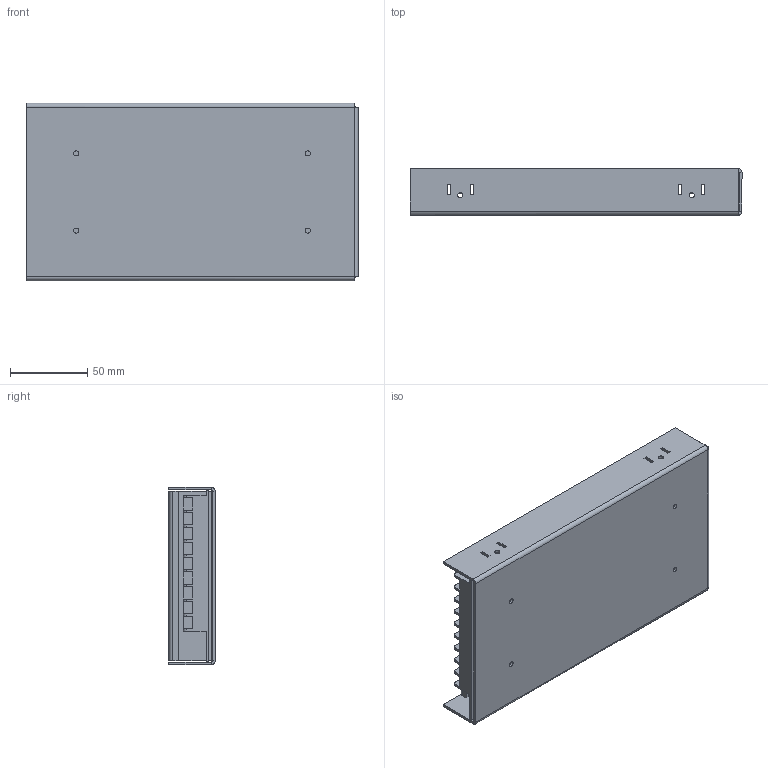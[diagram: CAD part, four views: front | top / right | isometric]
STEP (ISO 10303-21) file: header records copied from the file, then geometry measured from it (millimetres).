
FILE_DESCRIPTION (( 'STEP AP203' ), '1' );
FILE_NAME ('LSP-360-24.STEP', '2020-04-10T06:12:08', ( '謂矨栲' ), ( 'Microsoft' ), 'SwSTEP 2.0', 'SolidWorks 2014', '' );
FILE_SCHEMA (( 'CONFIG_CONTROL_DESIGN' ));
Length unit declared in the file: millimetre
Products named in the file (1): LSP-360-24
Bounding box: 215 x 30 x 115 mm (x, y, z)
Volume: 162278.7 mm3; surface area: 178201.6 mm2
Topology: 2 solids, 2 shells, 150 faces, 398 edges, 252 vertices
Faces by surface type: plane 110, cylinder 36, bspline 4
Entity records: 4889 total; most frequent: CARTESIAN_POINT 1013, ORIENTED_EDGE 796, DIRECTION 748, EDGE_CURVE 398, VECTOR 326, LINE 326, VERTEX_POINT 252, AXIS2_PLACEMENT_3D 211
